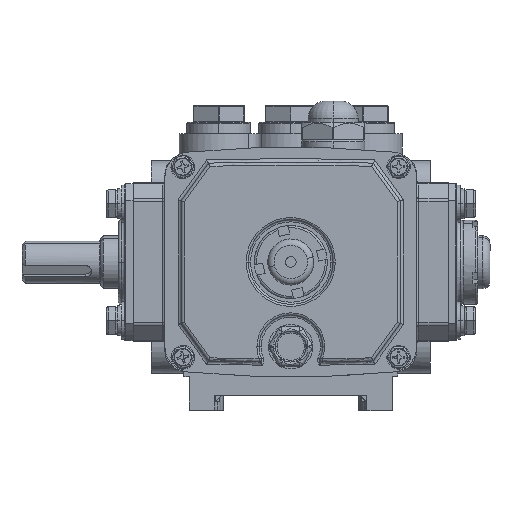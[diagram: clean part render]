
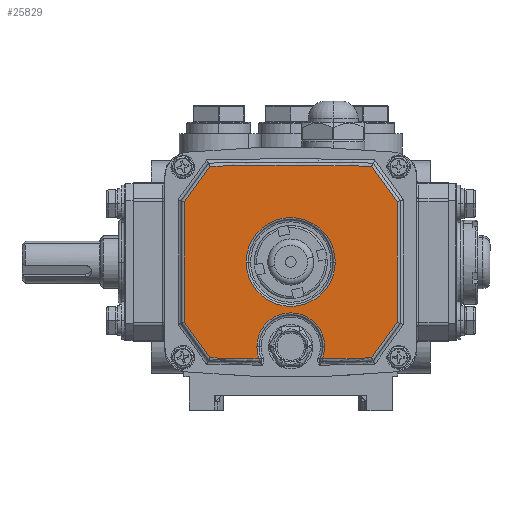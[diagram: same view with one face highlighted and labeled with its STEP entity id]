
A CAD part, top view. The second image highlights one B-rep face of the part: STEP entity #25829.
In plain terms, the highlighted planar face has unit normal (0, 0, 1).
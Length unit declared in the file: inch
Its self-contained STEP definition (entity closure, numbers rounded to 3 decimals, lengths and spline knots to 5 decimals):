
#49 = CIRCLE ( 'NONE', #85549, 0.82677 ) ;
#1019 = AXIS2_PLACEMENT_3D ( 'NONE', #63906, #16022, #71881 ) ;
#1289 = CARTESIAN_POINT ( 'NONE',  ( -0.58865, -0.38174, 9.59646 ) ) ;
#1707 = LINE ( 'NONE', #38689, #22830 ) ;
#1864 = VERTEX_POINT ( 'NONE', #1289 ) ;
#4005 = CARTESIAN_POINT ( 'NONE',  ( -1.97835, 2.54004, 9.59646 ) ) ;
#4855 = FACE_OUTER_BOUND ( 'NONE', #12771, .T. ) ;
#4999 = ORIENTED_EDGE ( 'NONE', *, *, #47374, .T. ) ;
#6236 = CARTESIAN_POINT ( 'NONE',  ( 0., -0.15748, 9.59646 ) ) ;
#6685 = CARTESIAN_POINT ( 'NONE',  ( -24.39763, -36.4249, 9.59646 ) ) ;
#7158 = EDGE_CURVE ( 'NONE', #35224, #51809, #11903, .T. ) ;
#7483 = CARTESIAN_POINT ( 'NONE',  ( 0., 56.7846, 9.59646 ) ) ;
#8207 = DIRECTION ( 'NONE',  ( 0., 0., -1. ) ) ;
#8302 = AXIS2_PLACEMENT_3D ( 'NONE', #59000, #11154, #67000 ) ;
#10221 = EDGE_CURVE ( 'NONE', #44396, #89877, #53909, .T. ) ;
#11026 = ORIENTED_EDGE ( 'NONE', *, *, #7158, .T. ) ;
#11154 = DIRECTION ( 'NONE',  ( 0., 0., 1. ) ) ;
#11886 = CARTESIAN_POINT ( 'NONE',  ( 1.97835, 0.2946, 9.59646 ) ) ;
#11903 = CIRCLE ( 'NONE', #8302, 57.16938 ) ;
#12771 = EDGE_LOOP ( 'NONE', ( #64819, #101734, #30026, #84942, #11026, #96069, #4999, #54361, #68541, #23462, #92749, #90979 ) ) ;
#12925 = VERTEX_POINT ( 'NONE', #34906 ) ;
#14258 = DIRECTION ( 'NONE',  ( -1., 0., 0. ) ) ;
#14689 = DIRECTION ( 'NONE',  ( 0.583, 0.812, 0. ) ) ;
#15077 = LINE ( 'NONE', #22777, #97458 ) ;
#15173 = DIRECTION ( 'NONE',  ( -0.583, 0.812, 0. ) ) ;
#15502 = DIRECTION ( 'NONE',  ( -1., 0., 0. ) ) ;
#15859 = CARTESIAN_POINT ( 'NONE',  ( 0., -53.94995, 9.59646 ) ) ;
#16022 = DIRECTION ( 'NONE',  ( 0., 0., -1. ) ) ;
#19079 = CARTESIAN_POINT ( 'NONE',  ( 0., 1.41732, 9.59646 ) ) ;
#20731 = DIRECTION ( 'NONE',  ( 0., 0., -1. ) ) ;
#21793 = CARTESIAN_POINT ( 'NONE',  ( -1.97835, 0.2946, 9.59646 ) ) ;
#22777 = CARTESIAN_POINT ( 'NONE',  ( 28.07159, -33.78585, 9.59646 ) ) ;
#22830 = VECTOR ( 'NONE', #102496, 39.37008 ) ;
#23462 = ORIENTED_EDGE ( 'NONE', *, *, #57951, .T. ) ;
#23854 = DIRECTION ( 'NONE',  ( -1., 0., 0. ) ) ;
#24524 = EDGE_CURVE ( 'NONE', #86680, #62512, #15077, .T. ) ;
#24976 = EDGE_CURVE ( 'NONE', #93303, #98905, #86155, .T. ) ;
#25617 = CARTESIAN_POINT ( 'NONE',  ( 0.58865, -0.38174, 9.59646 ) ) ;
#25694 = LINE ( 'NONE', #6685, #46957 ) ;
#25808 = EDGE_CURVE ( 'NONE', #62512, #59847, #71074, .T. ) ;
#25829 = ADVANCED_FACE ( 'NONE', ( #28547, #4855 ), #56028, .F. ) ;
#27134 = DIRECTION ( 'NONE',  ( -1., 0., 0. ) ) ;
#27394 = ORIENTED_EDGE ( 'NONE', *, *, #102191, .T. ) ;
#28547 = FACE_BOUND ( 'NONE', #47346, .T. ) ;
#29283 = CARTESIAN_POINT ( 'NONE',  ( -28.07159, -33.78585, 9.59646 ) ) ;
#30026 = ORIENTED_EDGE ( 'NONE', *, *, #10221, .T. ) ;
#30695 = EDGE_CURVE ( 'NONE', #59081, #1864, #32619, .T. ) ;
#32179 = DIRECTION ( 'NONE',  ( 0., 0., -1. ) ) ;
#32619 = CIRCLE ( 'NONE', #61847, 57.16938 ) ;
#32688 = AXIS2_PLACEMENT_3D ( 'NONE', #6236, #62099, #14258 ) ;
#34330 = EDGE_CURVE ( 'NONE', #89877, #35224, #47170, .T. ) ;
#34906 = CARTESIAN_POINT ( 'NONE',  ( -0.82677, 1.41732, 9.59646 ) ) ;
#35224 = VERTEX_POINT ( 'NONE', #25617 ) ;
#38382 = VECTOR ( 'NONE', #101147, 39.37008 ) ;
#38689 = CARTESIAN_POINT ( 'NONE',  ( 1.97835, -53.94995, 9.59646 ) ) ;
#39860 = ORIENTED_EDGE ( 'NONE', *, *, #78586, .T. ) ;
#39947 = CARTESIAN_POINT ( 'NONE',  ( 0., -53.94995, 9.59646 ) ) ;
#43411 = CARTESIAN_POINT ( 'NONE',  ( 1.50457, 3.19962, 9.59646 ) ) ;
#44396 = VERTEX_POINT ( 'NONE', #86420 ) ;
#45473 = AXIS2_PLACEMENT_3D ( 'NONE', #15859, #71723, #23854 ) ;
#46043 = CARTESIAN_POINT ( 'NONE',  ( 0.62992, -0.15748, 9.59646 ) ) ;
#46531 = VERTEX_POINT ( 'NONE', #70349 ) ;
#46957 = VECTOR ( 'NONE', #14689, 39.37008 ) ;
#47170 = CIRCLE ( 'NONE', #100159, 0.62992 ) ;
#47346 = EDGE_LOOP ( 'NONE', ( #27394, #39860 ) ) ;
#47374 = EDGE_CURVE ( 'NONE', #75405, #86680, #1707, .T. ) ;
#50344 = CARTESIAN_POINT ( 'NONE',  ( -1.50457, -0.36497, 9.59646 ) ) ;
#51809 = VERTEX_POINT ( 'NONE', #88845 ) ;
#53909 = CIRCLE ( 'NONE', #1019, 0.62992 ) ;
#54155 = CARTESIAN_POINT ( 'NONE',  ( -1.97835, -53.94995, 9.59646 ) ) ;
#54361 = ORIENTED_EDGE ( 'NONE', *, *, #24524, .T. ) ;
#56028 = PLANE ( 'NONE',  #72238 ) ;
#57951 = EDGE_CURVE ( 'NONE', #59847, #93303, #59649, .T. ) ;
#58928 = CIRCLE ( 'NONE', #32688, 0.62992 ) ;
#59000 = CARTESIAN_POINT ( 'NONE',  ( 0., 56.7846, 9.59646 ) ) ;
#59081 = VERTEX_POINT ( 'NONE', #50344 ) ;
#59471 = CARTESIAN_POINT ( 'NONE',  ( 1.97835, 2.54004, 9.59646 ) ) ;
#59649 = LINE ( 'NONE', #29283, #38382 ) ;
#59847 = VERTEX_POINT ( 'NONE', #91222 ) ;
#61847 = AXIS2_PLACEMENT_3D ( 'NONE', #7483, #63356, #15502 ) ;
#62099 = DIRECTION ( 'NONE',  ( 0., 0., -1. ) ) ;
#62512 = VERTEX_POINT ( 'NONE', #43411 ) ;
#62562 = VECTOR ( 'NONE', #85404, 39.37008 ) ;
#63356 = DIRECTION ( 'NONE',  ( 0., 0., 1. ) ) ;
#63906 = CARTESIAN_POINT ( 'NONE',  ( 0., -0.15748, 9.59646 ) ) ;
#64093 = DIRECTION ( 'NONE',  ( -1., 0., 0. ) ) ;
#64726 = AXIS2_PLACEMENT_3D ( 'NONE', #19079, #74964, #27134 ) ;
#64819 = ORIENTED_EDGE ( 'NONE', *, *, #30695, .T. ) ;
#65000 = VECTOR ( 'NONE', #70228, 39.37008 ) ;
#67000 = DIRECTION ( 'NONE',  ( -1., 0., 0. ) ) ;
#68541 = ORIENTED_EDGE ( 'NONE', *, *, #25808, .T. ) ;
#68657 = CARTESIAN_POINT ( 'NONE',  ( 0., 1.41732, 9.59646 ) ) ;
#69393 = CARTESIAN_POINT ( 'NONE',  ( 24.39763, -36.4249, 9.59646 ) ) ;
#70228 = DIRECTION ( 'NONE',  ( 0., -1., 0. ) ) ;
#70349 = CARTESIAN_POINT ( 'NONE',  ( 0.82677, 1.41732, 9.59646 ) ) ;
#71074 = CIRCLE ( 'NONE', #45473, 57.16938 ) ;
#71723 = DIRECTION ( 'NONE',  ( 0., 0., 1. ) ) ;
#71881 = DIRECTION ( 'NONE',  ( -1., 0., 0. ) ) ;
#72238 = AXIS2_PLACEMENT_3D ( 'NONE', #39947, #8207, #64093 ) ;
#74964 = DIRECTION ( 'NONE',  ( 0., 0., -1. ) ) ;
#75405 = VERTEX_POINT ( 'NONE', #11886 ) ;
#76668 = DIRECTION ( 'NONE',  ( -1., 0., 0. ) ) ;
#78586 = EDGE_CURVE ( 'NONE', #46531, #12925, #90937, .T. ) ;
#80045 = CARTESIAN_POINT ( 'NONE',  ( 0., -0.15748, 9.59646 ) ) ;
#83721 = LINE ( 'NONE', #69393, #62562 ) ;
#84942 = ORIENTED_EDGE ( 'NONE', *, *, #34330, .T. ) ;
#85404 = DIRECTION ( 'NONE',  ( 0.583, -0.812, 0. ) ) ;
#85549 = AXIS2_PLACEMENT_3D ( 'NONE', #68657, #20731, #76668 ) ;
#86155 = LINE ( 'NONE', #54155, #65000 ) ;
#86420 = CARTESIAN_POINT ( 'NONE',  ( -0.62992, -0.15748, 9.59646 ) ) ;
#86680 = VERTEX_POINT ( 'NONE', #59471 ) ;
#88027 = DIRECTION ( 'NONE',  ( -1., 0., 0. ) ) ;
#88845 = CARTESIAN_POINT ( 'NONE',  ( 1.50457, -0.36497, 9.59646 ) ) ;
#89877 = VERTEX_POINT ( 'NONE', #46043 ) ;
#90878 = EDGE_CURVE ( 'NONE', #98905, #59081, #83721, .T. ) ;
#90937 = CIRCLE ( 'NONE', #64726, 0.82677 ) ;
#90979 = ORIENTED_EDGE ( 'NONE', *, *, #90878, .T. ) ;
#91222 = CARTESIAN_POINT ( 'NONE',  ( -1.50457, 3.19962, 9.59646 ) ) ;
#92749 = ORIENTED_EDGE ( 'NONE', *, *, #24976, .T. ) ;
#93303 = VERTEX_POINT ( 'NONE', #4005 ) ;
#96069 = ORIENTED_EDGE ( 'NONE', *, *, #96959, .T. ) ;
#96959 = EDGE_CURVE ( 'NONE', #51809, #75405, #25694, .T. ) ;
#97458 = VECTOR ( 'NONE', #15173, 39.37008 ) ;
#98905 = VERTEX_POINT ( 'NONE', #21793 ) ;
#100159 = AXIS2_PLACEMENT_3D ( 'NONE', #80045, #32179, #88027 ) ;
#101130 = EDGE_CURVE ( 'NONE', #1864, #44396, #58928, .T. ) ;
#101147 = DIRECTION ( 'NONE',  ( -0.583, -0.812, 0. ) ) ;
#101734 = ORIENTED_EDGE ( 'NONE', *, *, #101130, .T. ) ;
#102191 = EDGE_CURVE ( 'NONE', #12925, #46531, #49, .T. ) ;
#102496 = DIRECTION ( 'NONE',  ( 0., 1., 0. ) ) ;
